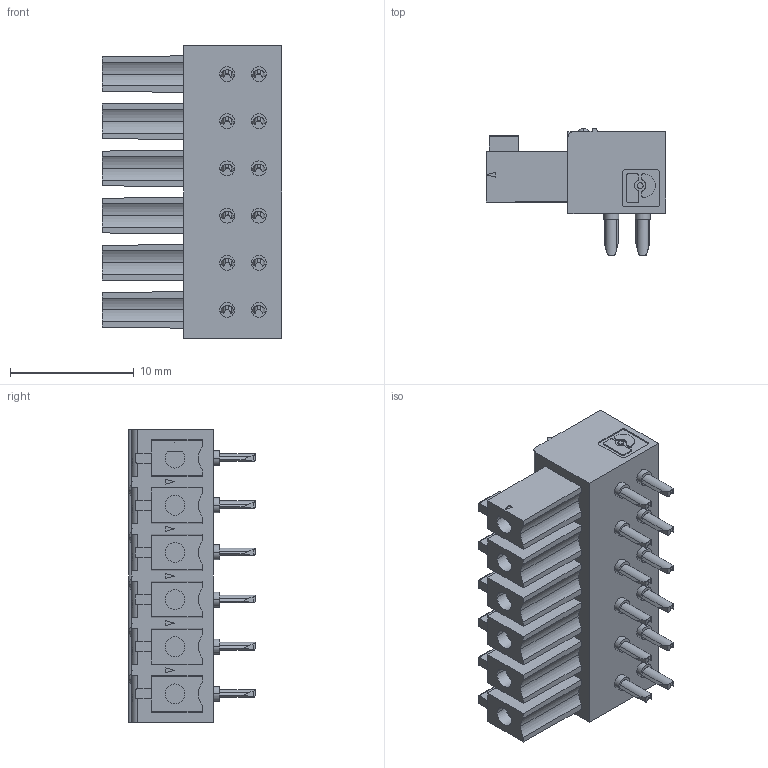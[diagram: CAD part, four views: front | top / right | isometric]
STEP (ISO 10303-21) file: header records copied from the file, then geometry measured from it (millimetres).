
FILE_DESCRIPTION(('STEP AP242'),'1');
FILE_NAME('1862616.stp','2023-05-05T08:28:18',('TraceParts'),('TraceParts S.A.'),'Spatial InterOp 3D',' ',' ');
FILE_SCHEMA(('AP242_MANAGED_MODEL_BASED_3D_ENGINEERING_MIM_LF {1 0 10303 442 1 1 4}'));
Length unit declared in the file: millimetre
Products named in the file (1): 1862616
Bounding box: 14.5 x 10.25 x 23.65 mm (x, y, z)
Volume: 1694.5 mm3; surface area: 1596.1 mm2
Topology: 1 solids, 1 shells, 509 faces, 1299 edges, 849 vertices
Faces by surface type: plane 327, cylinder 150, sphere 20, cone 12
Entity records: 21203 total; most frequent: CARTESIAN_POINT 4476, DIRECTION 2683, ORIENTED_EDGE 2598, EDGE_CURVE 1299, AXIS2_PLACEMENT_3D 934, VERTEX_POINT 849, LINE 815, VECTOR 815
